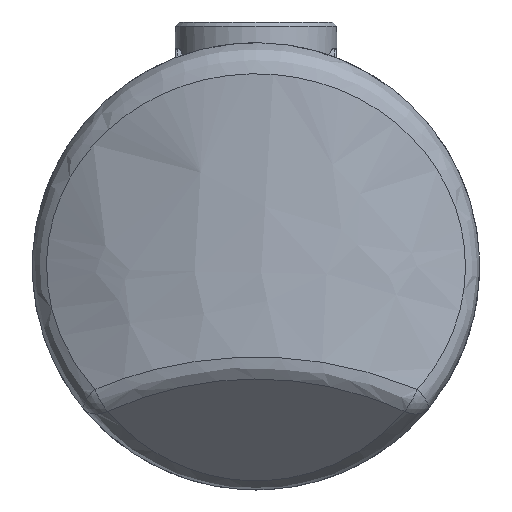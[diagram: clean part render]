
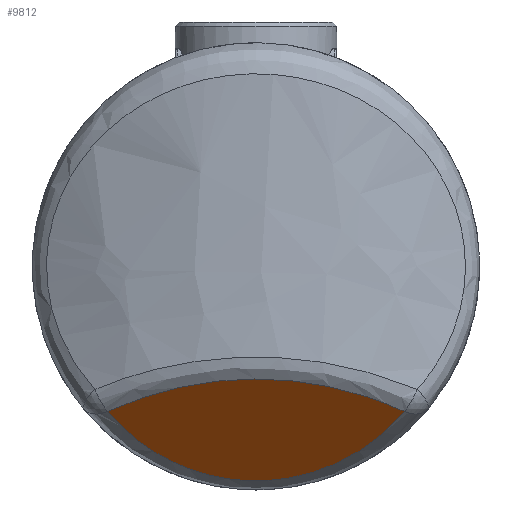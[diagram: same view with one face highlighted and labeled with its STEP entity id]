
A CAD part, left-side view. The second image highlights one B-rep face of the part: STEP entity #9812.
In plain terms, the highlighted free-form (B-spline) face has degree [1, 1] with [2, 2] control points.
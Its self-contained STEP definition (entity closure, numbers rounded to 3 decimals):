
#8676=CARTESIAN_POINT('',(-55.668,-35.755,-35.032));
#8677=VERTEX_POINT('',#8676);
#8685=CARTESIAN_POINT('',(-55.668,35.755,-35.032));
#8686=VERTEX_POINT('',#8685);
#8687=CARTESIAN_POINT('',(-85.397,0.0,-5.303));
#8688=DIRECTION('',(0.707,0.0,0.707));
#8689=DIRECTION('',(0.707,0.0,-0.707));
#8690=AXIS2_PLACEMENT_3D('',#8687,#8688,#8689);
#8691=ELLIPSE('',#8690,65.761,46.5);
#8692=EDGE_CURVE('',#8677,#8686,#8691,.T.);
#8783=CARTESIAN_POINT('',(21.997,0.0,-112.697));
#8784=DIRECTION('',(0.707,0.0,0.707));
#8785=DIRECTION('',(-0.707,0.,0.707));
#8786=AXIS2_PLACEMENT_3D('',#8783,#8784,#8785);
#8787=ELLIPSE('',#8786,120.915,85.5);
#8788=EDGE_CURVE('',#8686,#8677,#8787,.T.);
#9803=CARTESIAN_POINT('',(-38.897,35.755,-51.803));
#9804=CARTESIAN_POINT('',(-63.503,35.755,-27.197));
#9805=CARTESIAN_POINT('',(-38.897,-35.755,-51.803));
#9806=CARTESIAN_POINT('',(-63.503,-35.755,-27.197));
#9807=B_SPLINE_SURFACE_WITH_KNOTS('',1,1,((#9803,#9805),(#9804,#9806)),.UNSPECIFIED.,.F.,.F.,.U.,(2,2),(2,2),(0.0,34.799),(0.0,71.511),.UNSPECIFIED.);
#9808=ORIENTED_EDGE('',*,*,#8692,.F.);
#9809=ORIENTED_EDGE('',*,*,#8788,.F.);
#9810=EDGE_LOOP('',(#9808,#9809));
#9811=FACE_OUTER_BOUND('',#9810,.T.);
#9812=ADVANCED_FACE('',(#9811),#9807,.F.);
